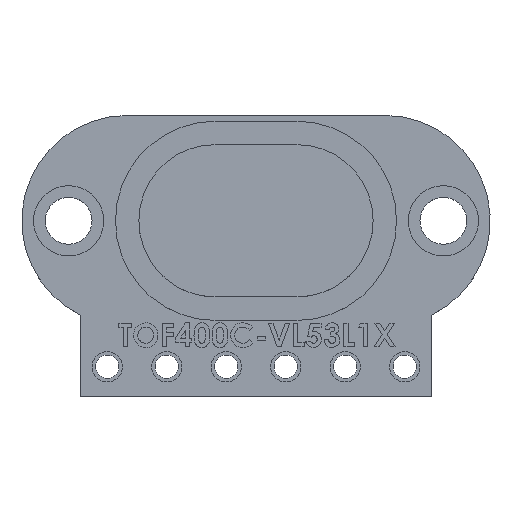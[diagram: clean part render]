
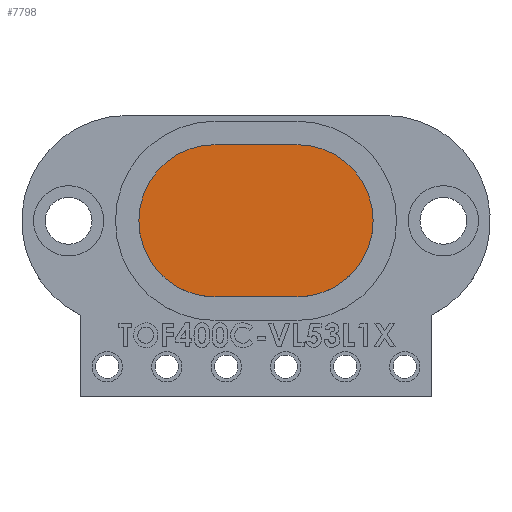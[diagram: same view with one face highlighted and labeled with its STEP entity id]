
A CAD part, top view. The second image highlights one B-rep face of the part: STEP entity #7798.
In plain terms, the highlighted planar face has unit normal (0, 0, 1).
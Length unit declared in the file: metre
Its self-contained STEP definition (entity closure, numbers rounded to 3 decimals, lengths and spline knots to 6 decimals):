
#173=CIRCLE('',#8409,0.00325);
#174=CIRCLE('',#8410,0.00325);
#2332=ORIENTED_EDGE('',*,*,#3835,.T.);
#2333=ORIENTED_EDGE('',*,*,#3836,.T.);
#2334=ORIENTED_EDGE('',*,*,#3837,.T.);
#2335=ORIENTED_EDGE('',*,*,#3838,.T.);
#3835=EDGE_CURVE('',#4603,#4604,#5353,.T.);
#3836=EDGE_CURVE('',#4604,#4605,#173,.T.);
#3837=EDGE_CURVE('',#4605,#4606,#5354,.T.);
#3838=EDGE_CURVE('',#4606,#4603,#174,.T.);
#4603=VERTEX_POINT('',#18430);
#4604=VERTEX_POINT('',#18431);
#4605=VERTEX_POINT('',#18433);
#4606=VERTEX_POINT('',#18435);
#5353=LINE('',#18429,#6089);
#5354=LINE('',#18434,#6090);
#6089=VECTOR('',#9909,1.);
#6090=VECTOR('',#9912,1.);
#6522=EDGE_LOOP('',(#2332,#2333,#2334,#2335));
#7034=FACE_BOUND('',#6522,.T.);
#7397=PLANE('',#8408);
#7798=ADVANCED_FACE('',(#7034),#7397,.T.);
#8408=AXIS2_PLACEMENT_3D('',#18428,#9907,#9908);
#8409=AXIS2_PLACEMENT_3D('',#18432,#9910,#9911);
#8410=AXIS2_PLACEMENT_3D('',#18436,#9913,#9914);
#9907=DIRECTION('',(0.,0.,1.));
#9908=DIRECTION('',(1.,0.,0.));
#9909=DIRECTION('',(-1.,0.,0.));
#9910=DIRECTION('',(0.,0.,1.));
#9911=DIRECTION('',(1.,0.,0.));
#9912=DIRECTION('',(1.,0.,0.));
#9913=DIRECTION('',(0.,0.,1.));
#9914=DIRECTION('',(1.,0.,0.));
#18428=CARTESIAN_POINT('',(-0.00175,0.,0.0026));
#18429=CARTESIAN_POINT('',(0.00175,0.00325,0.0026));
#18430=CARTESIAN_POINT('',(0.00175,0.00325,0.0026));
#18431=CARTESIAN_POINT('',(-0.00175,0.00325,0.0026));
#18432=CARTESIAN_POINT('',(-0.00175,0.,0.0026));
#18433=CARTESIAN_POINT('',(-0.00175,-0.00325,0.0026));
#18434=CARTESIAN_POINT('',(-0.00175,-0.00325,0.0026));
#18435=CARTESIAN_POINT('',(0.00175,-0.00325,0.0026));
#18436=CARTESIAN_POINT('',(0.00175,0.,0.0026));
